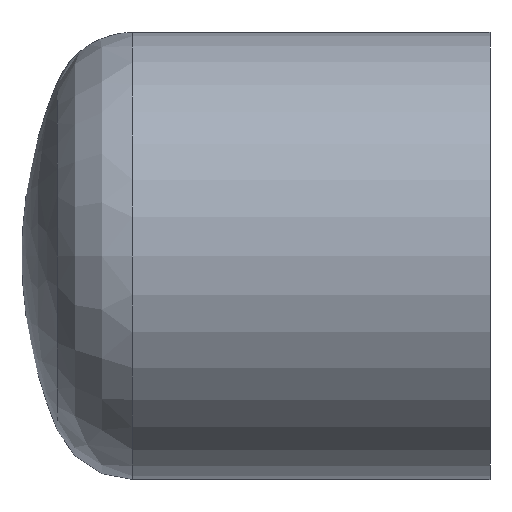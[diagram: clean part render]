
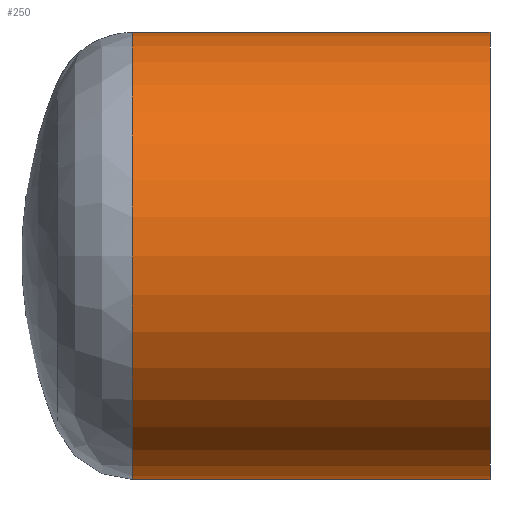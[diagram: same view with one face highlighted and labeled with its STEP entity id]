
A CAD part, front view. The second image highlights one B-rep face of the part: STEP entity #250.
In plain terms, the highlighted cylindrical face has radius 80 mm (diameter 160 mm), a full revolution.
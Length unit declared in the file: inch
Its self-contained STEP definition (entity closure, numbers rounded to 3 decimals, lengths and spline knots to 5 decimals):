
#3 = VERTEX_POINT ( 'NONE', #55 ) ;
#12 = CARTESIAN_POINT ( 'NONE',  ( -2.52032, 0., 0. ) ) ;
#15 = DIRECTION ( 'NONE',  ( -1., 0., 0. ) ) ;
#36 = EDGE_CURVE ( 'NONE', #3, #3, #66, .T. ) ;
#45 = ORIENTED_EDGE ( 'NONE', *, *, #36, .T. ) ;
#50 = CARTESIAN_POINT ( 'NONE',  ( -5.04064, 0., 0. ) ) ;
#55 = CARTESIAN_POINT ( 'NONE',  ( -5.04064, 0., -3.14961 ) ) ;
#57 = AXIS2_PLACEMENT_3D ( 'NONE', #12, #131, #265 ) ;
#66 = CIRCLE ( 'NONE', #186, 3.14961 ) ;
#80 = FACE_OUTER_BOUND ( 'NONE', #268, .T. ) ;
#85 = DIRECTION ( 'NONE',  ( 1., 0., 0. ) ) ;
#102 = EDGE_CURVE ( 'NONE', #241, #241, #168, .T. ) ;
#127 = ORIENTED_EDGE ( 'NONE', *, *, #102, .T. ) ;
#131 = DIRECTION ( 'NONE',  ( 1., 0., 0. ) ) ;
#143 = DIRECTION ( 'NONE',  ( 0., 0., -1. ) ) ;
#168 = CIRCLE ( 'NONE', #253, 3.14961 ) ;
#172 = CYLINDRICAL_SURFACE ( 'NONE', #57, 3.14961 ) ;
#182 = CARTESIAN_POINT ( 'NONE',  ( 0., 0., 0. ) ) ;
#186 = AXIS2_PLACEMENT_3D ( 'NONE', #50, #85, #267 ) ;
#212 = CARTESIAN_POINT ( 'NONE',  ( 0., 0., -3.14961 ) ) ;
#230 = EDGE_LOOP ( 'NONE', ( #45 ) ) ;
#241 = VERTEX_POINT ( 'NONE', #212 ) ;
#250 = ADVANCED_FACE ( 'NONE', ( #80, #311 ), #172, .T. ) ;
#253 = AXIS2_PLACEMENT_3D ( 'NONE', #182, #15, #143 ) ;
#265 = DIRECTION ( 'NONE',  ( 0., 0., -1. ) ) ;
#267 = DIRECTION ( 'NONE',  ( 0., 0., -1. ) ) ;
#268 = EDGE_LOOP ( 'NONE', ( #127 ) ) ;
#311 = FACE_OUTER_BOUND ( 'NONE', #230, .T. ) ;
